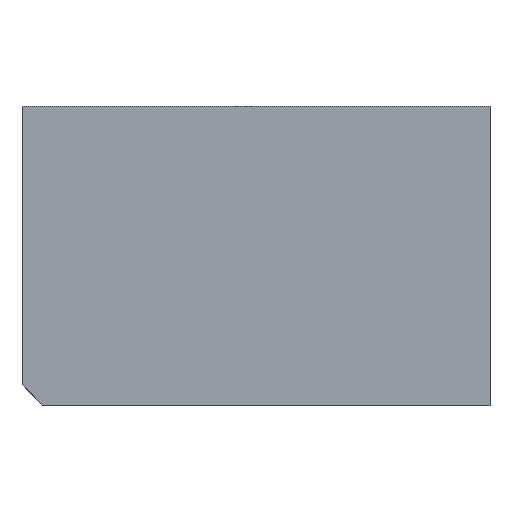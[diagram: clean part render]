
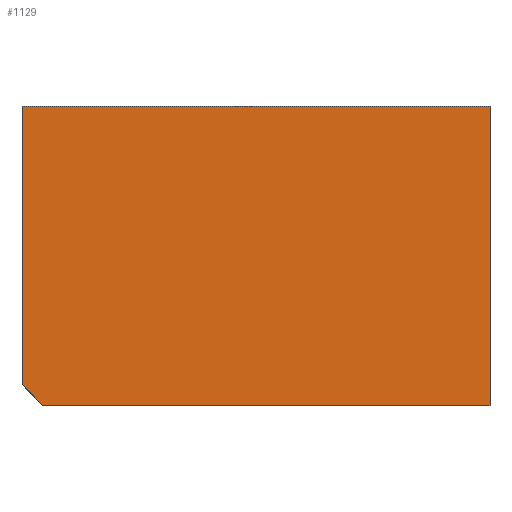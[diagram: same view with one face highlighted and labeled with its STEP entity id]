
A CAD part, top view. The second image highlights one B-rep face of the part: STEP entity #1129.
In plain terms, the highlighted planar face has unit normal (0, 0, 1).
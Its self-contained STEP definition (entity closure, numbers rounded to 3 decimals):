
#986=CARTESIAN_POINT('',(-15.9,-8.75,12.0));
#987=VERTEX_POINT('',#986);
#994=CARTESIAN_POINT('',(-15.9,10.15,12.0));
#995=VERTEX_POINT('',#994);
#996=CARTESIAN_POINT('',(-15.9,-0.0,12.0));
#997=DIRECTION('',(0.0,-1.0,-0.0));
#998=VECTOR('',#997,1.0);
#999=LINE('',#996,#998);
#1000=EDGE_CURVE('n� 10',#995,#987,#999,.T.);
#1018=CARTESIAN_POINT('',(-14.5,-10.15,12.0));
#1019=VERTEX_POINT('',#1018);
#1026=CARTESIAN_POINT('',(-15.9,-8.75,12.0));
#1027=DIRECTION('',(0.707,-0.707,-0.0));
#1028=VECTOR('',#1027,1.0);
#1029=LINE('',#1026,#1028);
#1030=EDGE_CURVE('n� 14',#987,#1019,#1029,.T.);
#1046=CARTESIAN_POINT('',(15.9,-10.15,12.0));
#1047=VERTEX_POINT('',#1046);
#1054=CARTESIAN_POINT('',(0.0,-10.15,12.0));
#1055=DIRECTION('',(1.0,0.0,0.0));
#1056=VECTOR('',#1055,1.0);
#1057=LINE('',#1054,#1056);
#1058=EDGE_CURVE('n� 18',#1019,#1047,#1057,.T.);
#1073=CARTESIAN_POINT('',(15.9,10.15,12.0));
#1074=VERTEX_POINT('',#1073);
#1081=CARTESIAN_POINT('',(15.9,-0.0,12.0));
#1082=DIRECTION('',(0.0,1.0,0.0));
#1083=VECTOR('',#1082,1.0);
#1084=LINE('',#1081,#1083);
#1085=EDGE_CURVE('n� 22',#1047,#1074,#1084,.T.);
#1102=CARTESIAN_POINT('',(0.0,10.15,12.0));
#1103=DIRECTION('',(-1.0,0.0,0.0));
#1104=VECTOR('',#1103,1.0);
#1105=LINE('',#1102,#1104);
#1106=EDGE_CURVE('n� 25',#1074,#995,#1105,.T.);
#1117=ORIENTED_EDGE('',*,*,#1085,.T.);
#1118=ORIENTED_EDGE('',*,*,#1106,.T.);
#1119=ORIENTED_EDGE('',*,*,#1000,.T.);
#1120=ORIENTED_EDGE('',*,*,#1030,.T.);
#1121=ORIENTED_EDGE('',*,*,#1058,.T.);
#1122=EDGE_LOOP('',(#1117,#1118,#1119,#1120,#1121));
#1123=FACE_OUTER_BOUND('',#1122,.T.);
#1124=CARTESIAN_POINT('',(0.0,-0.0,12.0));
#1125=DIRECTION('',(0.0,-0.0,1.0));
#1126=DIRECTION('',(0.0,-1.0,-0.0));
#1127=AXIS2_PLACEMENT_3D('',#1124,#1125,#1126);
#1128=PLANE('',#1127);
#1129=ADVANCED_FACE('n� 2',(#1123),#1128,.T.);
